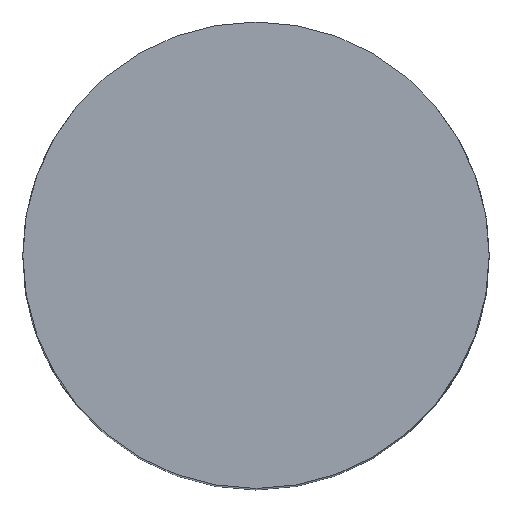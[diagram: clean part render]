
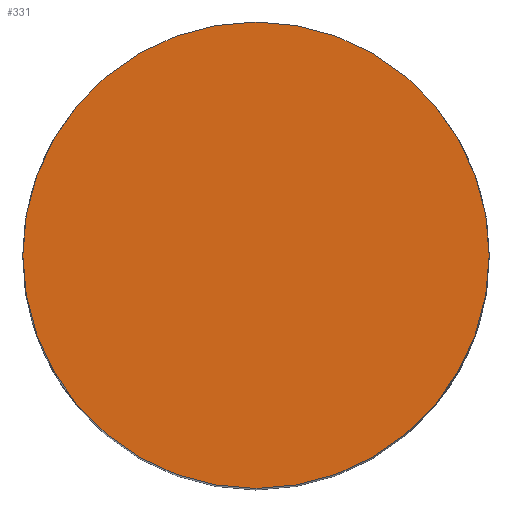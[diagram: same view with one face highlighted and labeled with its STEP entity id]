
A CAD part, top view. The second image highlights one B-rep face of the part: STEP entity #331.
In plain terms, the highlighted planar face has unit normal (0, 0, 1).
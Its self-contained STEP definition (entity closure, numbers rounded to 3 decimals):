
#1 = DIRECTION ( 'NONE',  ( 1., 0., 0. ) ) ;
#39 = AXIS2_PLACEMENT_3D ( 'NONE', #365, #225, #409 ) ;
#69 = CIRCLE ( 'NONE', #569, 4. ) ;
#74 = EDGE_CURVE ( 'NONE', #287, #588, #69, .T. ) ;
#97 = CIRCLE ( 'NONE', #334, 4. ) ;
#190 = DIRECTION ( 'NONE',  ( 0., 0., 1. ) ) ;
#223 = FACE_OUTER_BOUND ( 'NONE', #425, .T. ) ;
#225 = DIRECTION ( 'NONE',  ( 0., 0., -1. ) ) ;
#287 = VERTEX_POINT ( 'NONE', #550 ) ;
#322 = DIRECTION ( 'NONE',  ( 0., 0., 1. ) ) ;
#331 = ADVANCED_FACE ( 'NONE', ( #223 ), #608, .F. ) ;
#334 = AXIS2_PLACEMENT_3D ( 'NONE', #367, #322, #419 ) ;
#347 = EDGE_CURVE ( 'NONE', #588, #287, #97, .T. ) ;
#365 = CARTESIAN_POINT ( 'NONE',  ( 0., 4., 15.1 ) ) ;
#367 = CARTESIAN_POINT ( 'NONE',  ( 0., 0., 15.1 ) ) ;
#409 = DIRECTION ( 'NONE',  ( -1., 0., 0. ) ) ;
#419 = DIRECTION ( 'NONE',  ( 1., 0., 0. ) ) ;
#425 = EDGE_LOOP ( 'NONE', ( #536, #449 ) ) ;
#442 = CARTESIAN_POINT ( 'NONE',  ( 0., 0., 15.1 ) ) ;
#449 = ORIENTED_EDGE ( 'NONE', *, *, #74, .T. ) ;
#536 = ORIENTED_EDGE ( 'NONE', *, *, #347, .T. ) ;
#549 = CARTESIAN_POINT ( 'NONE',  ( 4., 0., 15.1 ) ) ;
#550 = CARTESIAN_POINT ( 'NONE',  ( -4., 0., 15.1 ) ) ;
#569 = AXIS2_PLACEMENT_3D ( 'NONE', #442, #190, #1 ) ;
#588 = VERTEX_POINT ( 'NONE', #549 ) ;
#608 = PLANE ( 'NONE',  #39 ) ;
